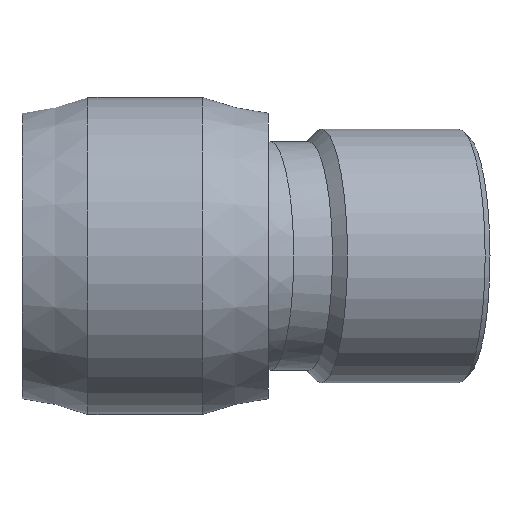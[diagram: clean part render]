
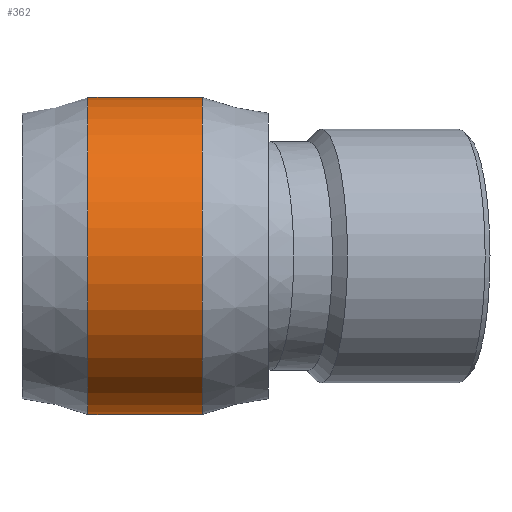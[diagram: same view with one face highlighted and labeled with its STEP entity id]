
A CAD part, front view. The second image highlights one B-rep face of the part: STEP entity #362.
In plain terms, the highlighted cylindrical face has radius 125 mm (diameter 250 mm), a full revolution.
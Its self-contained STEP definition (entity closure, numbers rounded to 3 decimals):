
#31=CYLINDRICAL_SURFACE('',#417,125.);
#62=FACE_BOUND('',#145,.T.);
#96=FACE_OUTER_BOUND('',#144,.T.);
#144=EDGE_LOOP('',(#307));
#145=EDGE_LOOP('',(#308));
#187=CIRCLE('',#418,125.);
#188=CIRCLE('',#419,125.);
#219=VERTEX_POINT('',#828);
#220=VERTEX_POINT('',#830);
#254=EDGE_CURVE('',#219,#219,#187,.T.);
#255=EDGE_CURVE('',#220,#220,#188,.T.);
#307=ORIENTED_EDGE('',*,*,#254,.F.);
#308=ORIENTED_EDGE('',*,*,#255,.T.);
#362=ADVANCED_FACE('',(#96,#62),#31,.T.);
#417=AXIS2_PLACEMENT_3D('',#827,#524,#525);
#418=AXIS2_PLACEMENT_3D('',#829,#526,#527);
#419=AXIS2_PLACEMENT_3D('',#831,#528,#529);
#524=DIRECTION('center_axis',(1.,0.,0.));
#525=DIRECTION('ref_axis',(0.,1.,0.));
#526=DIRECTION('center_axis',(1.,0.,0.));
#527=DIRECTION('ref_axis',(0.,0.,-1.));
#528=DIRECTION('center_axis',(1.,0.,0.));
#529=DIRECTION('ref_axis',(0.,0.,-1.));
#827=CARTESIAN_POINT('Origin',(0.,0.,0.));
#828=CARTESIAN_POINT('',(45.125,125.,0.));
#829=CARTESIAN_POINT('Origin',(45.125,0.,0.));
#830=CARTESIAN_POINT('',(-45.125,125.,0.));
#831=CARTESIAN_POINT('Origin',(-45.125,0.,0.));
